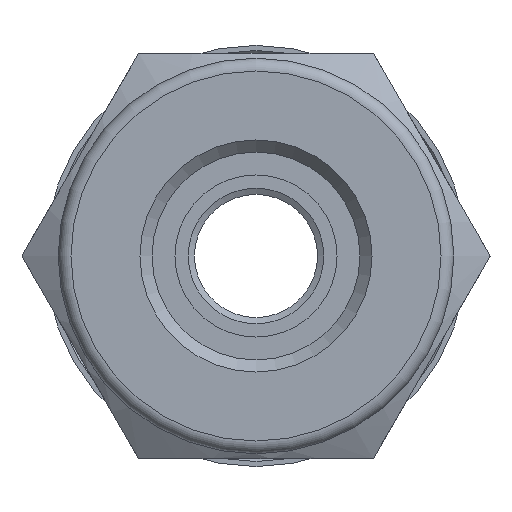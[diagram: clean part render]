
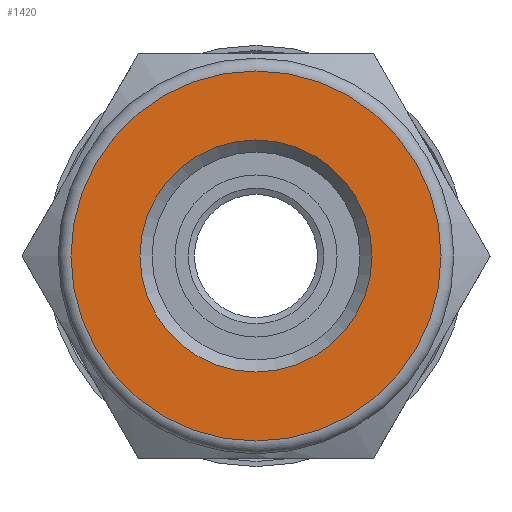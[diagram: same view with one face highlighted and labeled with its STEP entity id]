
A CAD part, left-side view. The second image highlights one B-rep face of the part: STEP entity #1420.
In plain terms, the highlighted planar face has unit normal (-1, 0, 0).
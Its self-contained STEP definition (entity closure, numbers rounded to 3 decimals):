
#25=FACE_BOUND('',#345,.T.);
#127=CIRCLE('',#1599,4.545);
#128=CIRCLE('',#1601,7.25);
#243=FACE_OUTER_BOUND('',#344,.T.);
#344=EDGE_LOOP('',(#1157));
#345=EDGE_LOOP('',(#1158));
#659=VERTEX_POINT('',#2450);
#660=VERTEX_POINT('',#2454);
#836=EDGE_CURVE('',#659,#659,#127,.T.);
#837=EDGE_CURVE('',#660,#660,#128,.T.);
#1157=ORIENTED_EDGE('',*,*,#837,.F.);
#1158=ORIENTED_EDGE('',*,*,#836,.T.);
#1353=PLANE('',#1600);
#1420=ADVANCED_FACE('',(#243,#25),#1353,.T.);
#1599=AXIS2_PLACEMENT_3D('',#2452,#1957,#1958);
#1600=AXIS2_PLACEMENT_3D('',#2453,#1959,#1960);
#1601=AXIS2_PLACEMENT_3D('',#2455,#1961,#1962);
#1957=DIRECTION('center_axis',(1.,0.,0.));
#1958=DIRECTION('ref_axis',(0.,0.,-1.));
#1959=DIRECTION('center_axis',(-1.,0.,0.));
#1960=DIRECTION('ref_axis',(0.,0.,1.));
#1961=DIRECTION('center_axis',(1.,0.,0.));
#1962=DIRECTION('ref_axis',(0.,0.,-1.));
#2450=CARTESIAN_POINT('',(0.003,-4.545,0.));
#2452=CARTESIAN_POINT('Origin',(0.003,0.,
0.));
#2453=CARTESIAN_POINT('Origin',(0.003,7.25,0.));
#2454=CARTESIAN_POINT('',(0.003,0.,7.25));
#2455=CARTESIAN_POINT('Origin',(0.003,0.,
0.));
